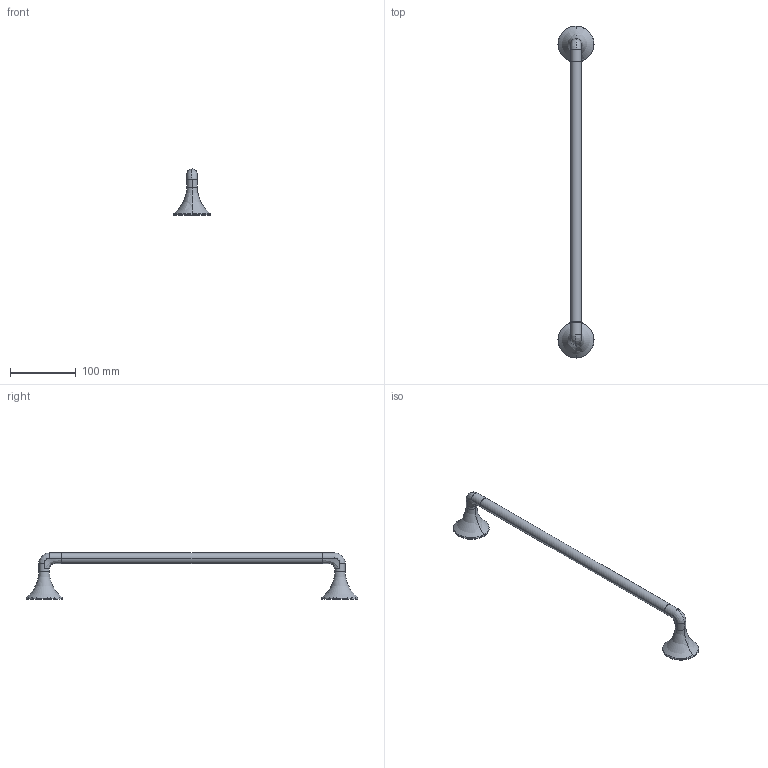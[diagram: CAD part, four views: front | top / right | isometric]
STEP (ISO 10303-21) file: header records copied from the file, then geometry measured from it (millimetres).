
FILE_DESCRIPTION(('CATIA V5 STEP Exchange'),'2;1');
FILE_NAME('VI 09010 1 PortaSalviette 450mm.stp','2019-02-18T09:45:18+00:00',('none'),('none'),'Version 5-6 Release 2013','CATIA V5 STEP AP203','none');
FILE_SCHEMA(('CONFIG_CONTROL_DESIGN'));
Length unit declared in the file: millimetre
Products named in the file (1): VI 09010 1
Bounding box: 55 x 505 x 70 mm (x, y, z)
Volume: 163116.1 mm3; surface area: 38572.4 mm2
Topology: 2 solids, 2 shells, 36 faces, 82 edges, 52 vertices
Faces by surface type: cylinder 14, torus 8, plane 6, revolution 4, bspline 4
Entity records: 3728 total; most frequent: CARTESIAN_POINT 2940, ORIENTED_EDGE 164, DIRECTION 117, EDGE_CURVE 82, AXIS2_PLACEMENT_3D 73, VERTEX_POINT 52, CIRCLE 50, EDGE_LOOP 38
